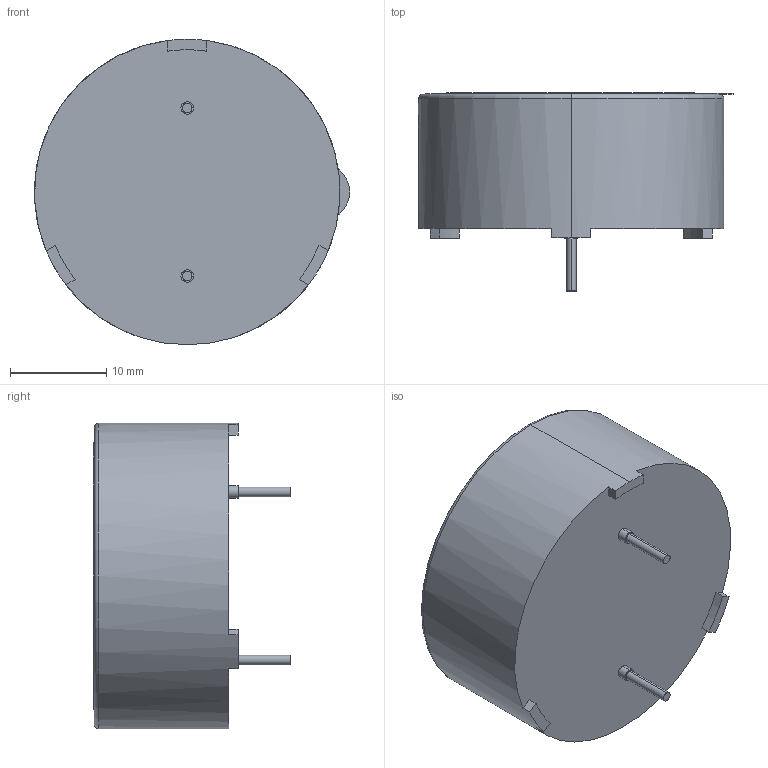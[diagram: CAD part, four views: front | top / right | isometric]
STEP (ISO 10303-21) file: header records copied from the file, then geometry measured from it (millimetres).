
FILE_DESCRIPTION(('STEP AP242'),'1');
FILE_NAME('cvs-3108.stp','2018-11-21T15:00:45',('TraceParts'),('TraceParts S.A.'),'Spatial InterOp 3D',' ',' ');
FILE_SCHEMA(('AP242_MANAGED_MODEL_BASED_3D_ENGINEERING_MIM_LF {1 0 10303 442 1 1 4}'));
Length unit declared in the file: millimetre
Products named in the file (1): cvs-3108_1
Bounding box: 32.8 x 20.6 x 31.8 mm (x, y, z)
Volume: 11200.9 mm3; surface area: 4292.3 mm2
Topology: 2 solids, 2 shells, 39 faces, 91 edges, 60 vertices
Faces by surface type: plane 19, cylinder 18, torus 2
Entity records: 1484 total; most frequent: DIRECTION 219, CARTESIAN_POINT 192, ORIENTED_EDGE 182, EDGE_CURVE 91, AXIS2_PLACEMENT_3D 87, VERTEX_POINT 60, CIRCLE 46, LINE 45
